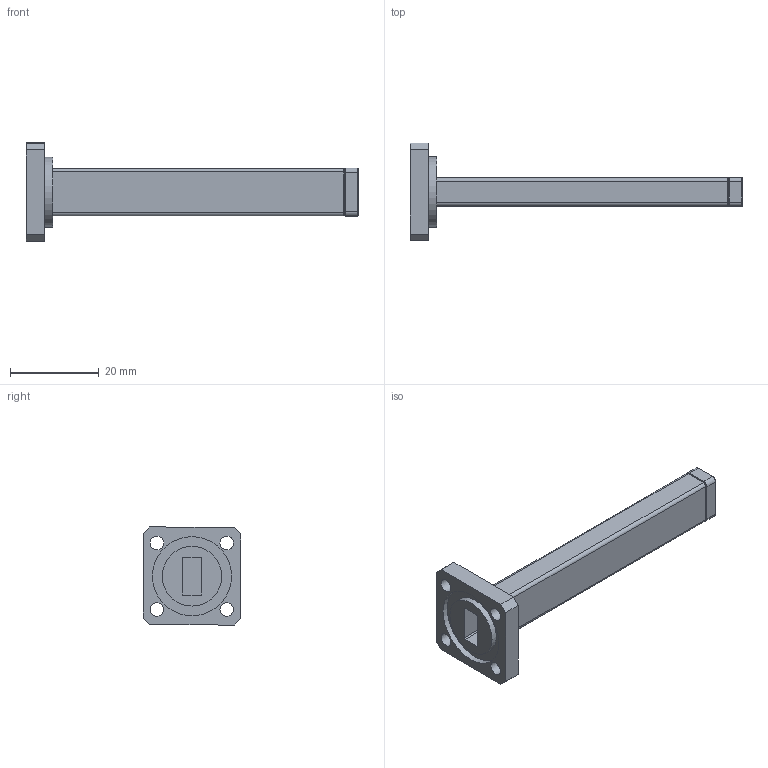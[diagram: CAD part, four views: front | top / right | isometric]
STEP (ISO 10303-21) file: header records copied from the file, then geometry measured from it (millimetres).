
FILE_DESCRIPTION (( 'STEP AP214' ), '1' );
FILE_NAME ('006521.STEP', '2020-11-23T09:36:24', ( '' ), ( '' ), 'SwSTEP 2.0', 'SolidWorks 2019', '' );
FILE_SCHEMA (( 'AUTOMOTIVE_DESIGN' ));
Length unit declared in the file: millimetre
Products named in the file (1): 006521
Bounding box: 75 x 22.1 x 22.16 mm (x, y, z)
Surface area: 4138.3 mm2 (no closed solid volume)
Topology: 0 solids, 3 shells, 73 faces, 192 edges, 122 vertices
Faces by surface type: plane 38, cylinder 23, cone 12
Full cylindrical faces by diameter (mm): 3.07 x4, 13.46 x1, 15.87 x1, 17.88 x1
Entity records: 2985 total; most frequent: DIRECTION 387, CARTESIAN_POINT 373, ORIENTED_EDGE 324, EDGE_CURVE 181, AXIS2_PLACEMENT_3D 132, LINE 123, VECTOR 123, VERTEX_POINT 118
